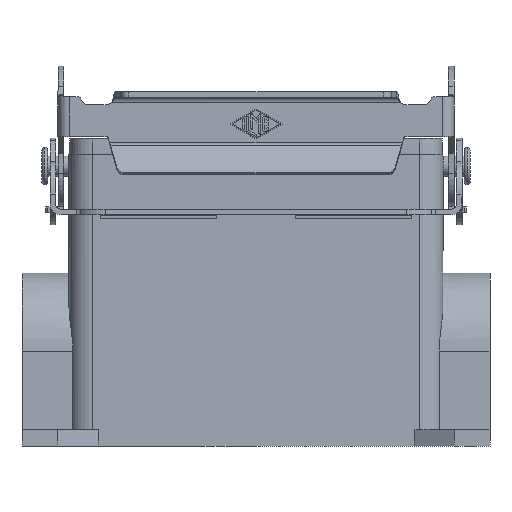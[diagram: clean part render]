
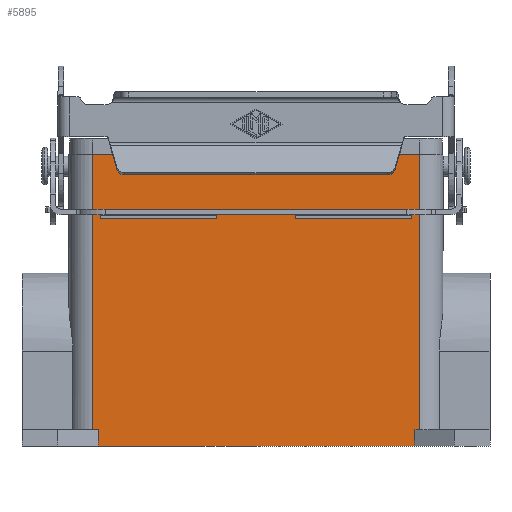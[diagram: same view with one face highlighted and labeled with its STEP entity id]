
A CAD part, front view. The second image highlights one B-rep face of the part: STEP entity #5895.
In plain terms, the highlighted planar face has unit normal (0, -1, 0).
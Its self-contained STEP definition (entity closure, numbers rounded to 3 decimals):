
#2594=CARTESIAN_POINT('',(39.5,-22.25,-70.0));
#2595=VERTEX_POINT('',#2594);
#2602=CARTESIAN_POINT('',(-39.5,-22.25,-70.0));
#2603=VERTEX_POINT('',#2602);
#2604=CARTESIAN_POINT('',(39.5,-22.25,-70.0));
#2605=DIRECTION('',(-1.0,0.0,0.0));
#2606=VECTOR('',#2605,79.0);
#2607=LINE('',#2604,#2606);
#2608=EDGE_CURVE('',#2595,#2603,#2607,.T.);
#2747=CARTESIAN_POINT('',(-39.5,-22.25,-66.));
#2748=VERTEX_POINT('',#2747);
#2755=CARTESIAN_POINT('',(-40.75,-22.25,-66.));
#2756=VERTEX_POINT('',#2755);
#2757=CARTESIAN_POINT('',(-39.5,-22.25,-66.));
#2758=DIRECTION('',(-1.0,0.0,0.0));
#2759=VECTOR('',#2758,1.25);
#2760=LINE('',#2757,#2759);
#2761=EDGE_CURVE('',#2748,#2756,#2760,.T.);
#2928=CARTESIAN_POINT('',(40.75,-22.25,3.));
#2929=VERTEX_POINT('',#2928);
#2937=CARTESIAN_POINT('',(40.75,-22.25,-66.));
#2938=VERTEX_POINT('',#2937);
#2939=CARTESIAN_POINT('',(40.75,-22.25,-66.));
#2940=DIRECTION('',(0.0,0.0,1.0));
#2941=VECTOR('',#2940,69.);
#2942=LINE('',#2939,#2941);
#2943=EDGE_CURVE('',#2938,#2929,#2942,.T.);
#5605=CARTESIAN_POINT('',(-40.75,-22.25,3.));
#5606=VERTEX_POINT('',#5605);
#5607=CARTESIAN_POINT('',(-40.75,-22.25,-66.));
#5608=DIRECTION('',(0.0,0.0,1.0));
#5609=VECTOR('',#5608,69.);
#5610=LINE('',#5607,#5609);
#5611=EDGE_CURVE('',#2756,#5606,#5610,.T.);
#5639=CARTESIAN_POINT('',(40.75,-22.25,3.));
#5640=DIRECTION('',(-1.0,0.0,0.0));
#5641=VECTOR('',#5640,81.5);
#5642=LINE('',#5639,#5641);
#5643=EDGE_CURVE('',#2929,#5606,#5642,.T.);
#5668=CARTESIAN_POINT('',(39.5,-22.25,-66.));
#5669=VERTEX_POINT('',#5668);
#5670=CARTESIAN_POINT('',(40.75,-22.25,-66.));
#5671=DIRECTION('',(-1.0,0.0,0.0));
#5672=VECTOR('',#5671,1.25);
#5673=LINE('',#5670,#5672);
#5674=EDGE_CURVE('',#2938,#5669,#5673,.T.);
#5864=CARTESIAN_POINT('',(39.5,-22.25,-70.0));
#5865=DIRECTION('',(0.0,0.0,1.0));
#5866=VECTOR('',#5865,4.);
#5867=LINE('',#5864,#5866);
#5868=EDGE_CURVE('',#2595,#5669,#5867,.T.);
#5875=CARTESIAN_POINT('',(39.5,-22.25,-70.0));
#5876=DIRECTION('',(0.0,-1.0,0.0));
#5877=DIRECTION('',(0.0,0.0,-1.0));
#5878=AXIS2_PLACEMENT_3D('',#5875,#5876,#5877);
#5879=PLANE('',#5878);
#5880=CARTESIAN_POINT('',(-39.5,-22.25,-70.0));
#5881=DIRECTION('',(0.0,0.0,1.0));
#5882=VECTOR('',#5881,4.);
#5883=LINE('',#5880,#5882);
#5884=EDGE_CURVE('',#2603,#2748,#5883,.T.);
#5885=ORIENTED_EDGE('',*,*,#5884,.F.);
#5886=ORIENTED_EDGE('',*,*,#2608,.F.);
#5887=ORIENTED_EDGE('',*,*,#5868,.T.);
#5888=ORIENTED_EDGE('',*,*,#5674,.F.);
#5889=ORIENTED_EDGE('',*,*,#2943,.T.);
#5890=ORIENTED_EDGE('',*,*,#5643,.T.);
#5891=ORIENTED_EDGE('',*,*,#5611,.F.);
#5892=ORIENTED_EDGE('',*,*,#2761,.F.);
#5893=EDGE_LOOP('',(#5885,#5886,#5887,#5888,#5889,#5890,#5891,#5892));
#5894=FACE_OUTER_BOUND('',#5893,.T.);
#5895=ADVANCED_FACE('',(#5894),#5879,.T.);
